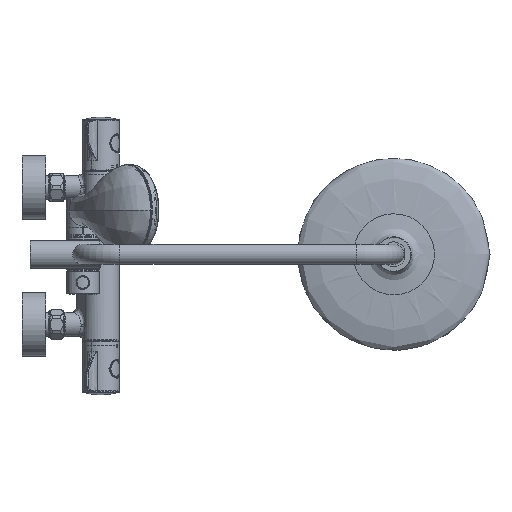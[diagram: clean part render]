
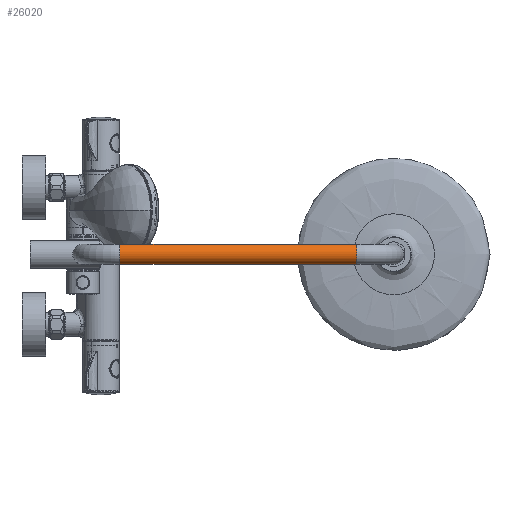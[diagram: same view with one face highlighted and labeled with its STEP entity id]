
A CAD part, top view. The second image highlights one B-rep face of the part: STEP entity #26020.
In plain terms, the highlighted cylindrical face has radius 11 mm (diameter 22 mm), a full revolution.
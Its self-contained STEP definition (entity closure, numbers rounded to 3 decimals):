
#5896=CYLINDRICAL_SURFACE('',#31905,11.);
#10393=ORIENTED_EDGE('',*,*,#15240,.T.);
#10394=ORIENTED_EDGE('',*,*,#15241,.F.);
#15240=EDGE_CURVE('',#19452,#19452,#20639,.F.);
#15241=EDGE_CURVE('',#19453,#19453,#20640,.F.);
#19452=VERTEX_POINT('',#84743);
#19453=VERTEX_POINT('',#84746);
#20639=CIRCLE('',#31904,11.);
#20640=CIRCLE('',#31906,11.);
#22539=EDGE_LOOP('',(#10393));
#22540=EDGE_LOOP('',(#10394));
#24558=FACE_BOUND('',#22539,.T.);
#24559=FACE_BOUND('',#22540,.T.);
#26020=ADVANCED_FACE('',(#24558,#24559),#5896,.T.);
#31904=AXIS2_PLACEMENT_3D('',#84742,#34028,#34029);
#31905=AXIS2_PLACEMENT_3D('',#84744,#34030,#34031);
#31906=AXIS2_PLACEMENT_3D('',#84745,#34032,#34033);
#34028=DIRECTION('',(1.,0.,0.));
#34029=DIRECTION('',(0.,0.,1.));
#34030=DIRECTION('',(1.,0.,0.));
#34031=DIRECTION('',(0.,0.,-1.));
#34032=DIRECTION('',(1.,0.,0.));
#34033=DIRECTION('',(0.,0.,1.));
#84742=CARTESIAN_POINT('',(299.5,0.,1096.));
#84743=CARTESIAN_POINT('',(299.5,0.,1107.));
#84744=CARTESIAN_POINT('',(40.5,0.,1096.));
#84745=CARTESIAN_POINT('',(40.5,0.,1096.));
#84746=CARTESIAN_POINT('',(40.5,0.,1107.));
